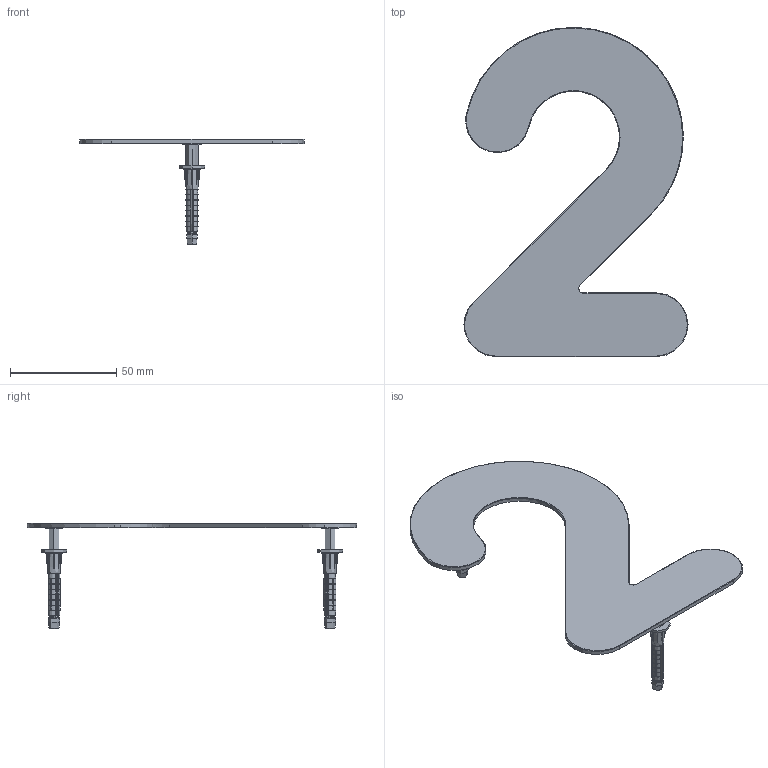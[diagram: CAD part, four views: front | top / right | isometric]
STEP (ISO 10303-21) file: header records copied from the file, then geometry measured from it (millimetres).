
FILE_DESCRIPTION (( 'STEP AP203' ), '1' );
FILE_NAME ('040-HN-2.step', '2021-04-23T09:18:05', ( '' ), ( '' ), 'SwSTEP 2.0', 'SolidWorks 2018', '' );
FILE_SCHEMA (( 'CONFIG_CONTROL_DESIGN' ));
Length unit declared in the file: millimetre
Products named in the file (13): 040-HN-X Teil4; 040-HN-X Teil2_040-HN-X Teil2; 040-HN-X Teil1_040-HN-2 Teil1; 040-HN-X Teil2; 040-HN-X Teil3; 040-HN-X Teil4_040-HN-X Teil4; 040-HN-X Teil1; 040-HN-2; 040-HN-X Teil3_040-HN-X Teil3
Assembly tree (9 placements, depth 2):
  040-HN-X Teil4
  040-HN-X Teil3
  040-HN-X Teil3
  040-HN-X Teil1
  040-HN-X Teil4
Bounding box: 105.5 x 155 x 49.6 mm (x, y, z)
Volume: 21543.7 mm3; surface area: 24514.1 mm2
Topology: 7 solids, 7 shells, 1559 faces, 4079 edges, 2528 vertices
Faces by surface type: cylinder 391, plane 361, torus 295, bspline 252, cone 212, sphere 48
Entity records: 39004 total; most frequent: CARTESIAN_POINT 17145, ORIENTED_EDGE 4666, DIRECTION 3849, EDGE_CURVE 2333, AXIS2_PLACEMENT_3D 1498, VERTEX_POINT 1465, EDGE_LOOP 942, ADVANCED_FACE 904
